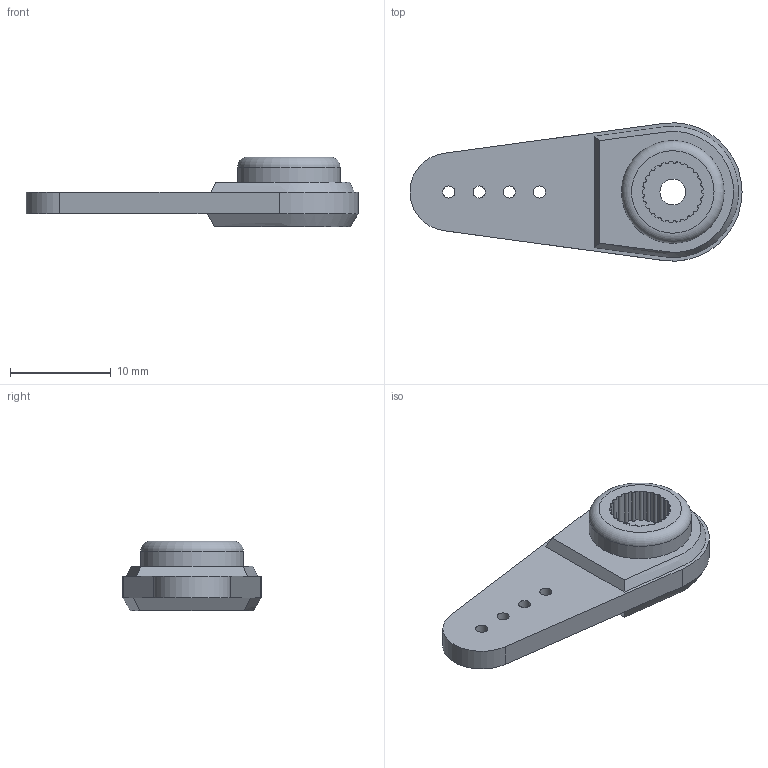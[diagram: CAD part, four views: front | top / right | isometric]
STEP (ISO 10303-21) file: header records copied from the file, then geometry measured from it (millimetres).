
FILE_DESCRIPTION(/* description */ (''),/* implementation_level */ '2;1');
FILE_NAME(/* name */ 'Servo Horn.step',/* time_stamp */ '2018-09-09T16:40:59-04:00',/* author */ ('Xaveagle'),/* organization */ (''),/* preprocessor_version */ 'ST-DEVELOPER v17.2',/* originating_system */ 'Autodesk Translation Framework v7.6.0.251',/* authorisation */ '');
FILE_SCHEMA (('AUTOMOTIVE_DESIGN { 1 0 10303 214 3 1 1 }'));
Length unit declared in the file: millimetre
Products named in the file (1): Servo Horn
Bounding box: 32.99 x 13.74 x 6.95 mm (x, y, z)
Volume: 1072.5 mm3; surface area: 1107 mm2
Topology: 1 solids, 1 shells, 73 faces, 200 edges, 133 vertices
Faces by surface type: cylinder 33, bspline 27, plane 11, torus 1, cone 1
Full cylindrical faces by diameter (mm): 1.2 x4, 2.55 x1, 10.2 x1
Entity records: 4851 total; most frequent: CARTESIAN_POINT 3047, ORIENTED_EDGE 400, DIRECTION 313, EDGE_CURVE 200, VERTEX_POINT 133, AXIS2_PLACEMENT_3D 119, EDGE_LOOP 87, LINE 75
